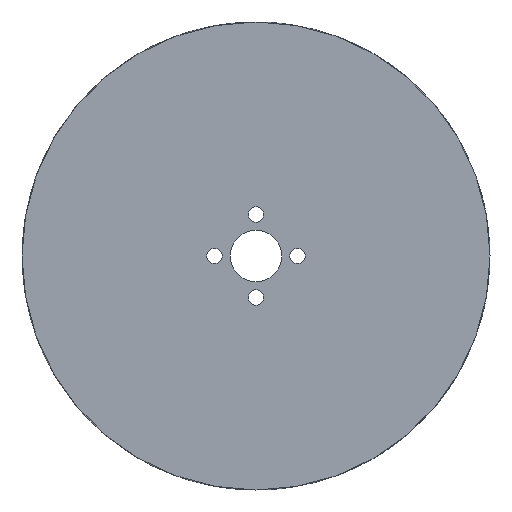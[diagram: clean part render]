
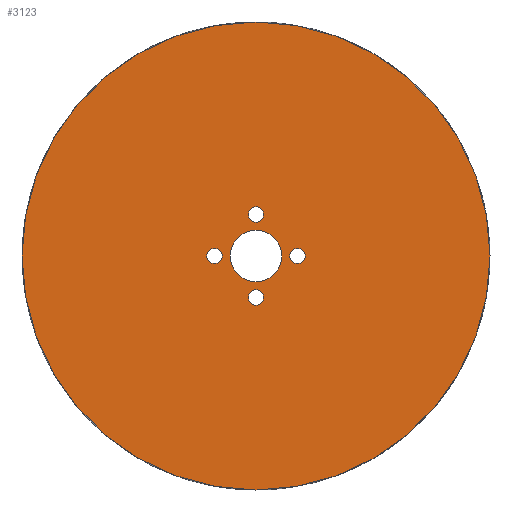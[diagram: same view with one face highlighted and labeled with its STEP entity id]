
A CAD part, left-side view. The second image highlights one B-rep face of the part: STEP entity #3123.
In plain terms, the highlighted planar face has unit normal (-1, 0, 0).
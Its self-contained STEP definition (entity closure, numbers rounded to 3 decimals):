
#24 = AXIS2_PLACEMENT_3D ( 'NONE', #3708, #5622, #5597 ) ;
#26 = CARTESIAN_POINT ( 'NONE',  ( 1.493, 0., -3.889 ) ) ;
#36 = DIRECTION ( 'NONE',  ( 0., 0., -1. ) ) ;
#41 = DIRECTION ( 'NONE',  ( 1., 0., 0. ) ) ;
#105 = DIRECTION ( 'NONE',  ( 0., 0., -1. ) ) ;
#177 = DIRECTION ( 'NONE',  ( 0., 0., -1. ) ) ;
#250 = CARTESIAN_POINT ( 'NONE',  ( 1.493, -6.222, -1.167 ) ) ;
#280 = CARTESIAN_POINT ( 'NONE',  ( 1.493, 0., 0. ) ) ;
#284 = EDGE_CURVE ( 'NONE', #1693, #5608, #1872, .T. ) ;
#309 = VERTEX_POINT ( 'NONE', #4943 ) ;
#356 = CARTESIAN_POINT ( 'NONE',  ( 1.493, 0., 0. ) ) ;
#395 = CARTESIAN_POINT ( 'NONE',  ( 1.493, 0., -7.389 ) ) ;
#443 = DIRECTION ( 'NONE',  ( 0., 0., -1. ) ) ;
#447 = ORIENTED_EDGE ( 'NONE', *, *, #2157, .T. ) ;
#491 = EDGE_CURVE ( 'NONE', #5203, #5802, #1786, .T. ) ;
#503 = AXIS2_PLACEMENT_3D ( 'NONE', #1465, #4792, #4228 ) ;
#517 = VERTEX_POINT ( 'NONE', #3934 ) ;
#590 = EDGE_LOOP ( 'NONE', ( #5701, #3621 ) ) ;
#651 = DIRECTION ( 'NONE',  ( 1., 0., 0. ) ) ;
#670 = DIRECTION ( 'NONE',  ( 0., 0., -1. ) ) ;
#722 = EDGE_CURVE ( 'NONE', #3835, #3126, #4166, .T. ) ;
#741 = ORIENTED_EDGE ( 'NONE', *, *, #4727, .T. ) ;
#840 = EDGE_CURVE ( 'NONE', #1836, #4545, #1118, .T. ) ;
#848 = DIRECTION ( 'NONE',  ( 1., 0., 0. ) ) ;
#1062 = DIRECTION ( 'NONE',  ( 1., 0., 0. ) ) ;
#1089 = VERTEX_POINT ( 'NONE', #4507 ) ;
#1105 = CARTESIAN_POINT ( 'NONE',  ( 1.493, 0., -5.056 ) ) ;
#1118 = CIRCLE ( 'NONE', #24, 1.167 ) ;
#1277 = FACE_OUTER_BOUND ( 'NONE', #590, .T. ) ;
#1424 = FACE_BOUND ( 'NONE', #1749, .T. ) ;
#1465 = CARTESIAN_POINT ( 'NONE',  ( 1.493, 0., 0. ) ) ;
#1564 = DIRECTION ( 'NONE',  ( 1., 0., 0. ) ) ;
#1604 = CIRCLE ( 'NONE', #4172, 1.167 ) ;
#1641 = DIRECTION ( 'NONE',  ( 0., 0., -1. ) ) ;
#1693 = VERTEX_POINT ( 'NONE', #1105 ) ;
#1721 = CARTESIAN_POINT ( 'NONE',  ( 1.493, 0., 35.191 ) ) ;
#1732 = EDGE_LOOP ( 'NONE', ( #2855, #2030 ) ) ;
#1748 = CARTESIAN_POINT ( 'NONE',  ( 1.493, 0., 0. ) ) ;
#1749 = EDGE_LOOP ( 'NONE', ( #741, #2331 ) ) ;
#1758 = ORIENTED_EDGE ( 'NONE', *, *, #284, .T. ) ;
#1786 = CIRCLE ( 'NONE', #3481, 3.889 ) ;
#1812 = AXIS2_PLACEMENT_3D ( 'NONE', #280, #651, #1641 ) ;
#1836 = VERTEX_POINT ( 'NONE', #250 ) ;
#1872 = CIRCLE ( 'NONE', #3578, 1.167 ) ;
#2008 = AXIS2_PLACEMENT_3D ( 'NONE', #5811, #1062, #105 ) ;
#2030 = ORIENTED_EDGE ( 'NONE', *, *, #3074, .T. ) ;
#2157 = EDGE_CURVE ( 'NONE', #5608, #1693, #2798, .T. ) ;
#2231 = DIRECTION ( 'NONE',  ( 1., 0., 0. ) ) ;
#2318 = DIRECTION ( 'NONE',  ( 1., 0., 0. ) ) ;
#2331 = ORIENTED_EDGE ( 'NONE', *, *, #4547, .T. ) ;
#2445 = EDGE_LOOP ( 'NONE', ( #2553, #5580 ) ) ;
#2547 = CARTESIAN_POINT ( 'NONE',  ( 1.493, 0., 7.389 ) ) ;
#2553 = ORIENTED_EDGE ( 'NONE', *, *, #4290, .T. ) ;
#2583 = CARTESIAN_POINT ( 'NONE',  ( 1.493, 6.222, 0. ) ) ;
#2606 = AXIS2_PLACEMENT_3D ( 'NONE', #2583, #5879, #670 ) ;
#2615 = EDGE_CURVE ( 'NONE', #3126, #3835, #5182, .T. ) ;
#2711 = DIRECTION ( 'NONE',  ( 0., 0., -1. ) ) ;
#2798 = CIRCLE ( 'NONE', #2008, 1.167 ) ;
#2855 = ORIENTED_EDGE ( 'NONE', *, *, #840, .T. ) ;
#2960 = DIRECTION ( 'NONE',  ( 0., 0., -1. ) ) ;
#2967 = EDGE_CURVE ( 'NONE', #517, #309, #5671, .T. ) ;
#2972 = ORIENTED_EDGE ( 'NONE', *, *, #2967, .T. ) ;
#3031 = CARTESIAN_POINT ( 'NONE',  ( 1.493, -6.222, 0. ) ) ;
#3074 = EDGE_CURVE ( 'NONE', #4545, #1836, #3208, .T. ) ;
#3090 = AXIS2_PLACEMENT_3D ( 'NONE', #5213, #2318, #443 ) ;
#3123 = ADVANCED_FACE ( 'NONE', ( #1424, #5561, #5064, #4114, #5532, #1277 ), #5993, .F. ) ;
#3126 = VERTEX_POINT ( 'NONE', #1721 ) ;
#3208 = CIRCLE ( 'NONE', #5381, 1.167 ) ;
#3286 = CARTESIAN_POINT ( 'NONE',  ( 1.493, 0., 3.889 ) ) ;
#3392 = ORIENTED_EDGE ( 'NONE', *, *, #4822, .T. ) ;
#3458 = CARTESIAN_POINT ( 'NONE',  ( 1.493, -6.222, 1.167 ) ) ;
#3481 = AXIS2_PLACEMENT_3D ( 'NONE', #5355, #3837, #5694 ) ;
#3506 = AXIS2_PLACEMENT_3D ( 'NONE', #356, #2231, #36 ) ;
#3578 = AXIS2_PLACEMENT_3D ( 'NONE', #4816, #1564, #177 ) ;
#3621 = ORIENTED_EDGE ( 'NONE', *, *, #722, .F. ) ;
#3708 = CARTESIAN_POINT ( 'NONE',  ( 1.493, -6.222, 0. ) ) ;
#3785 = CIRCLE ( 'NONE', #4573, 1.167 ) ;
#3801 = EDGE_LOOP ( 'NONE', ( #3392, #2972 ) ) ;
#3835 = VERTEX_POINT ( 'NONE', #5575 ) ;
#3837 = DIRECTION ( 'NONE',  ( 1., 0., 0. ) ) ;
#3934 = CARTESIAN_POINT ( 'NONE',  ( 1.493, 6.222, 1.167 ) ) ;
#4028 = DIRECTION ( 'NONE',  ( 0., 0., -1. ) ) ;
#4114 = FACE_BOUND ( 'NONE', #3801, .T. ) ;
#4166 = CIRCLE ( 'NONE', #5168, 35.191 ) ;
#4172 = AXIS2_PLACEMENT_3D ( 'NONE', #4480, #4916, #2960 ) ;
#4228 = DIRECTION ( 'NONE',  ( 0., 0., -1. ) ) ;
#4290 = EDGE_CURVE ( 'NONE', #5802, #5203, #4870, .T. ) ;
#4342 = EDGE_LOOP ( 'NONE', ( #447, #1758 ) ) ;
#4480 = CARTESIAN_POINT ( 'NONE',  ( 1.493, 0., 6.222 ) ) ;
#4507 = CARTESIAN_POINT ( 'NONE',  ( 1.493, 0., 5.056 ) ) ;
#4545 = VERTEX_POINT ( 'NONE', #3458 ) ;
#4547 = EDGE_CURVE ( 'NONE', #4912, #1089, #1604, .T. ) ;
#4573 = AXIS2_PLACEMENT_3D ( 'NONE', #5146, #41, #4741 ) ;
#4727 = EDGE_CURVE ( 'NONE', #1089, #4912, #5758, .T. ) ;
#4741 = DIRECTION ( 'NONE',  ( 0., 0., -1. ) ) ;
#4792 = DIRECTION ( 'NONE',  ( 1., 0., 0. ) ) ;
#4816 = CARTESIAN_POINT ( 'NONE',  ( 1.493, 0., -6.222 ) ) ;
#4822 = EDGE_CURVE ( 'NONE', #309, #517, #3785, .T. ) ;
#4870 = CIRCLE ( 'NONE', #503, 3.889 ) ;
#4912 = VERTEX_POINT ( 'NONE', #2547 ) ;
#4916 = DIRECTION ( 'NONE',  ( 1., 0., 0. ) ) ;
#4918 = DIRECTION ( 'NONE',  ( 1., 0., 0. ) ) ;
#4943 = CARTESIAN_POINT ( 'NONE',  ( 1.493, 6.222, -1.167 ) ) ;
#5064 = FACE_BOUND ( 'NONE', #4342, .T. ) ;
#5146 = CARTESIAN_POINT ( 'NONE',  ( 1.493, 6.222, 0. ) ) ;
#5168 = AXIS2_PLACEMENT_3D ( 'NONE', #1748, #848, #2711 ) ;
#5182 = CIRCLE ( 'NONE', #1812, 35.191 ) ;
#5203 = VERTEX_POINT ( 'NONE', #3286 ) ;
#5213 = CARTESIAN_POINT ( 'NONE',  ( 1.493, 0., 6.222 ) ) ;
#5355 = CARTESIAN_POINT ( 'NONE',  ( 1.493, 0., 0. ) ) ;
#5381 = AXIS2_PLACEMENT_3D ( 'NONE', #3031, #4918, #4028 ) ;
#5532 = FACE_BOUND ( 'NONE', #2445, .T. ) ;
#5561 = FACE_BOUND ( 'NONE', #1732, .T. ) ;
#5575 = CARTESIAN_POINT ( 'NONE',  ( 1.493, 0., -35.191 ) ) ;
#5580 = ORIENTED_EDGE ( 'NONE', *, *, #491, .T. ) ;
#5597 = DIRECTION ( 'NONE',  ( 0., 0., -1. ) ) ;
#5608 = VERTEX_POINT ( 'NONE', #395 ) ;
#5622 = DIRECTION ( 'NONE',  ( 1., 0., 0. ) ) ;
#5671 = CIRCLE ( 'NONE', #2606, 1.167 ) ;
#5694 = DIRECTION ( 'NONE',  ( 0., 0., -1. ) ) ;
#5701 = ORIENTED_EDGE ( 'NONE', *, *, #2615, .F. ) ;
#5758 = CIRCLE ( 'NONE', #3090, 1.167 ) ;
#5802 = VERTEX_POINT ( 'NONE', #26 ) ;
#5811 = CARTESIAN_POINT ( 'NONE',  ( 1.493, 0., -6.222 ) ) ;
#5879 = DIRECTION ( 'NONE',  ( 1., 0., 0. ) ) ;
#5993 = PLANE ( 'NONE',  #3506 ) ;
